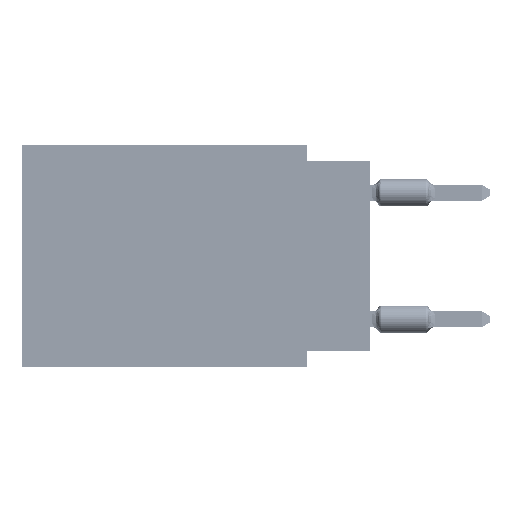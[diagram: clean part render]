
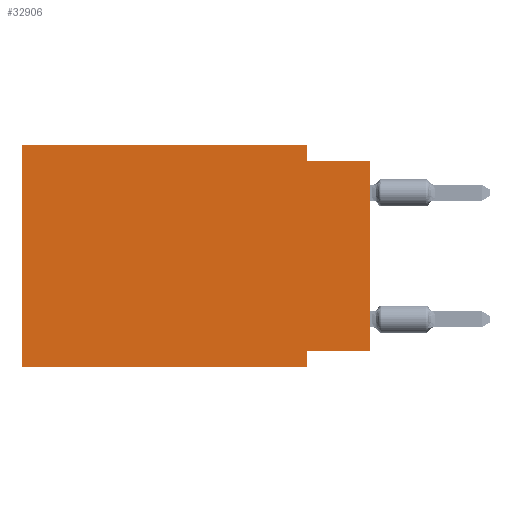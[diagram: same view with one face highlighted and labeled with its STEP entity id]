
A CAD part, left-side view. The second image highlights one B-rep face of the part: STEP entity #32906.
In plain terms, the highlighted planar face has unit normal (-1, 0, 0).
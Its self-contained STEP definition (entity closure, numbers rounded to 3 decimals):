
#274 = LINE ( 'NONE', #53438, #11653 ) ;
#666 = VERTEX_POINT ( 'NONE', #11782 ) ;
#1468 = LINE ( 'NONE', #65110, #47401 ) ;
#2347 = EDGE_CURVE ( 'NONE', #23610, #2663, #274, .T. ) ;
#2663 = VERTEX_POINT ( 'NONE', #25290 ) ;
#3328 = LINE ( 'NONE', #51554, #67532 ) ;
#3956 = DIRECTION ( 'NONE',  ( 0., -1., 0. ) ) ;
#4291 = EDGE_CURVE ( 'NONE', #666, #23610, #13179, .T. ) ;
#4858 = VERTEX_POINT ( 'NONE', #38888 ) ;
#9011 = VERTEX_POINT ( 'NONE', #57372 ) ;
#9316 = ORIENTED_EDGE ( 'NONE', *, *, #66103, .F. ) ;
#10029 = DIRECTION ( 'NONE',  ( 0., 0., -1. ) ) ;
#10374 = CARTESIAN_POINT ( 'NONE',  ( 0., 13.97, 0. ) ) ;
#10715 = DIRECTION ( 'NONE',  ( 1., 0., 0. ) ) ;
#11653 = VECTOR ( 'NONE', #20548, 1000. ) ;
#11782 = CARTESIAN_POINT ( 'NONE',  ( 0., 0., -8.255 ) ) ;
#13159 = DIRECTION ( 'NONE',  ( 0., 0., -1. ) ) ;
#13179 = LINE ( 'NONE', #40085, #29654 ) ;
#13331 = ORIENTED_EDGE ( 'NONE', *, *, #2347, .F. ) ;
#14076 = EDGE_CURVE ( 'NONE', #666, #25789, #16064, .T. ) ;
#14286 = LINE ( 'NONE', #29664, #46802 ) ;
#14690 = VECTOR ( 'NONE', #58722, 1000. ) ;
#15382 = CARTESIAN_POINT ( 'NONE',  ( 0., 0., 0. ) ) ;
#15614 = PLANE ( 'NONE',  #64397 ) ;
#15960 = FACE_OUTER_BOUND ( 'NONE', #30977, .T. ) ;
#16064 = LINE ( 'NONE', #15382, #14690 ) ;
#17280 = ORIENTED_EDGE ( 'NONE', *, *, #54646, .F. ) ;
#18021 = CARTESIAN_POINT ( 'NONE',  ( 0., 13.97, 0. ) ) ;
#18058 = LINE ( 'NONE', #55819, #57063 ) ;
#18855 = CARTESIAN_POINT ( 'NONE',  ( 0., 2.54, -0.635 ) ) ;
#20154 = ORIENTED_EDGE ( 'NONE', *, *, #24346, .T. ) ;
#20548 = DIRECTION ( 'NONE',  ( 0., 0., -1. ) ) ;
#23610 = VERTEX_POINT ( 'NONE', #32733 ) ;
#24346 = EDGE_CURVE ( 'NONE', #9011, #2663, #25629, .T. ) ;
#25290 = CARTESIAN_POINT ( 'NONE',  ( 0., 2.54, -8.89 ) ) ;
#25629 = LINE ( 'NONE', #51190, #51583 ) ;
#25789 = VERTEX_POINT ( 'NONE', #26993 ) ;
#26993 = CARTESIAN_POINT ( 'NONE',  ( 0., 0., -0.635 ) ) ;
#29654 = VECTOR ( 'NONE', #34483, 1000. ) ;
#29664 = CARTESIAN_POINT ( 'NONE',  ( 0., 13.97, 0. ) ) ;
#30394 = VERTEX_POINT ( 'NONE', #18855 ) ;
#30977 = EDGE_LOOP ( 'NONE', ( #64716, #17280, #59729, #9316, #38474, #20154, #13331, #61735 ) ) ;
#32733 = CARTESIAN_POINT ( 'NONE',  ( 0., 2.54, -8.255 ) ) ;
#32906 = ADVANCED_FACE ( 'NONE', ( #15960 ), #15614, .F. ) ;
#34483 = DIRECTION ( 'NONE',  ( 0., 1., 0. ) ) ;
#35596 = DIRECTION ( 'NONE',  ( 0., 0., 1. ) ) ;
#37924 = EDGE_CURVE ( 'NONE', #4858, #30394, #18058, .T. ) ;
#38474 = ORIENTED_EDGE ( 'NONE', *, *, #51283, .F. ) ;
#38888 = CARTESIAN_POINT ( 'NONE',  ( 0., 2.54, 0. ) ) ;
#40085 = CARTESIAN_POINT ( 'NONE',  ( 0., 0., -8.255 ) ) ;
#46802 = VECTOR ( 'NONE', #35596, 1000. ) ;
#47401 = VECTOR ( 'NONE', #53583, 1000. ) ;
#50279 = VERTEX_POINT ( 'NONE', #18021 ) ;
#51190 = CARTESIAN_POINT ( 'NONE',  ( 0., 13.97, -8.89 ) ) ;
#51283 = EDGE_CURVE ( 'NONE', #9011, #50279, #14286, .T. ) ;
#51554 = CARTESIAN_POINT ( 'NONE',  ( 0., 0., -0.635 ) ) ;
#51583 = VECTOR ( 'NONE', #3956, 1000. ) ;
#53438 = CARTESIAN_POINT ( 'NONE',  ( 0., 2.54, -8.89 ) ) ;
#53583 = DIRECTION ( 'NONE',  ( 0., -1., 0. ) ) ;
#54646 = EDGE_CURVE ( 'NONE', #30394, #25789, #3328, .T. ) ;
#55819 = CARTESIAN_POINT ( 'NONE',  ( 0., 2.54, 0. ) ) ;
#57063 = VECTOR ( 'NONE', #13159, 1000. ) ;
#57372 = CARTESIAN_POINT ( 'NONE',  ( 0., 13.97, -8.89 ) ) ;
#58722 = DIRECTION ( 'NONE',  ( 0., 0., 1. ) ) ;
#59729 = ORIENTED_EDGE ( 'NONE', *, *, #37924, .F. ) ;
#61735 = ORIENTED_EDGE ( 'NONE', *, *, #4291, .F. ) ;
#64397 = AXIS2_PLACEMENT_3D ( 'NONE', #10374, #10715, #10029 ) ;
#64716 = ORIENTED_EDGE ( 'NONE', *, *, #14076, .T. ) ;
#65110 = CARTESIAN_POINT ( 'NONE',  ( 0., 13.97, 0. ) ) ;
#66103 = EDGE_CURVE ( 'NONE', #50279, #4858, #1468, .T. ) ;
#67307 = DIRECTION ( 'NONE',  ( 0., -1., 0. ) ) ;
#67532 = VECTOR ( 'NONE', #67307, 1000. ) ;
